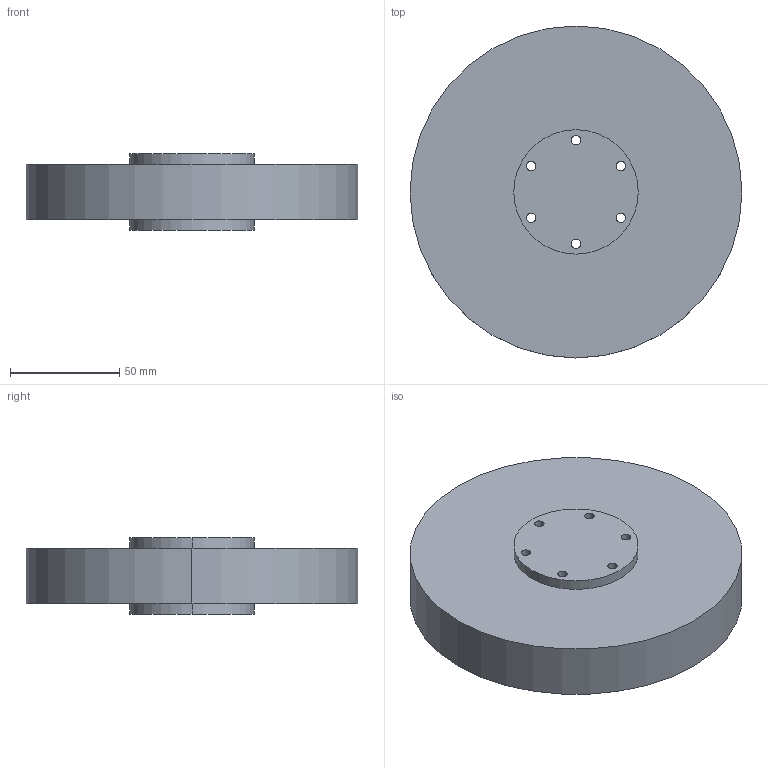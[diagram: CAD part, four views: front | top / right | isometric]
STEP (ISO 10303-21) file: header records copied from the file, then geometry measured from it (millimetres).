
FILE_DESCRIPTION (( 'STEP AP214' ), '1' );
FILE_NAME ('Wheel.STEP', '2021-07-28T14:03:19', ( '' ), ( '' ), 'SwSTEP 2.0', 'SolidWorks 2019', '' );
FILE_SCHEMA (( 'AUTOMOTIVE_DESIGN' ));
Length unit declared in the file: millimetre
Products named in the file (1): Wheel
Bounding box: 152 x 152 x 34.92 mm (x, y, z)
Volume: 482154.4 mm3; surface area: 52781.6 mm2
Topology: 1 solids, 1 shells, 22 faces, 54 edges, 36 vertices
Faces by surface type: cylinder 18, plane 4
Entity records: 974 total; most frequent: DIRECTION 136, CARTESIAN_POINT 113, ORIENTED_EDGE 108, AXIS2_PLACEMENT_3D 59, EDGE_CURVE 54, EDGE_LOOP 36, CIRCLE 36, VERTEX_POINT 36
